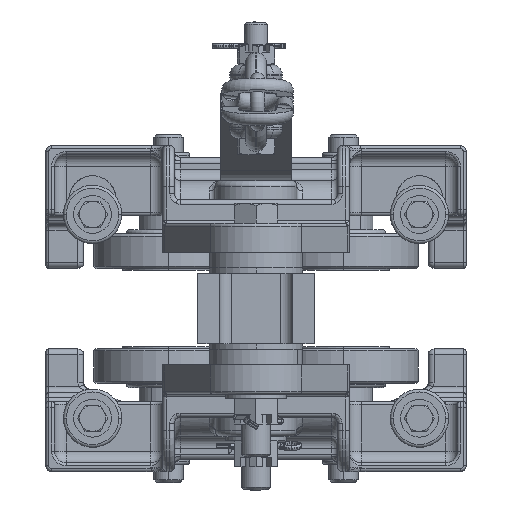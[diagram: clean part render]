
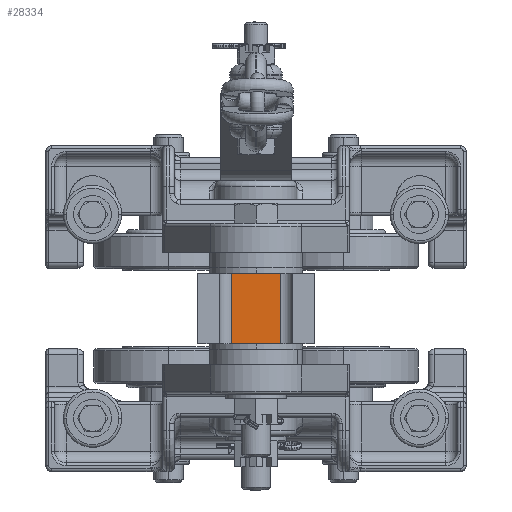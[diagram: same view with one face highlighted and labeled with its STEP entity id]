
A CAD part, front view. The second image highlights one B-rep face of the part: STEP entity #28334.
In plain terms, the highlighted planar face has unit normal (0, -1, 0).
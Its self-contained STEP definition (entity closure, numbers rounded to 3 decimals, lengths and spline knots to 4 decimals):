
#3504=FACE_OUTER_BOUND('',#5405,.T.);
#5405=EDGE_LOOP('',(#22426,#22427,#22428,#22429));
#9411=LINE('',#52941,#10874);
#9419=LINE('',#52964,#10882);
#9430=LINE('',#52996,#10893);
#9431=LINE('',#52998,#10894);
#10874=VECTOR('',#38654,0.3937);
#10882=VECTOR('',#38672,0.3937);
#10893=VECTOR('',#38709,0.3937);
#10894=VECTOR('',#38712,0.3937);
#12700=VERTEX_POINT('',#52938);
#12701=VERTEX_POINT('',#52940);
#12710=VERTEX_POINT('',#52961);
#12711=VERTEX_POINT('',#52963);
#16080=EDGE_CURVE('',#12700,#12701,#9411,.T.);
#16091=EDGE_CURVE('',#12711,#12710,#9419,.T.);
#16108=EDGE_CURVE('',#12700,#12711,#9430,.T.);
#16109=EDGE_CURVE('',#12701,#12710,#9431,.T.);
#22426=ORIENTED_EDGE('',*,*,#16091,.T.);
#22427=ORIENTED_EDGE('',*,*,#16109,.F.);
#22428=ORIENTED_EDGE('',*,*,#16080,.F.);
#22429=ORIENTED_EDGE('',*,*,#16108,.T.);
#27112=PLANE('',#32167);
#28334=ADVANCED_FACE('',(#3504),#27112,.T.);
#32167=AXIS2_PLACEMENT_3D('',#52997,#38710,#38711);
#38654=DIRECTION('',(-1.,0.,0.));
#38672=DIRECTION('',(-1.,0.,0.));
#38709=DIRECTION('',(0.,0.,1.));
#38710=DIRECTION('center_axis',(0.,-1.,0.));
#38711=DIRECTION('ref_axis',(0.,0.,-1.));
#38712=DIRECTION('',(0.,0.,1.));
#52938=CARTESIAN_POINT('',(1.7813,2.5,0.));
#52940=CARTESIAN_POINT('',(0.7188,2.5,0.));
#52941=CARTESIAN_POINT('',(1.7813,2.5,0.));
#52961=CARTESIAN_POINT('',(0.7188,2.5,1.5));
#52963=CARTESIAN_POINT('',(1.7813,2.5,1.5));
#52964=CARTESIAN_POINT('',(1.7813,2.5,1.5));
#52996=CARTESIAN_POINT('',(1.7813,2.5,0.));
#52997=CARTESIAN_POINT('Origin',(1.7813,2.5,0.));
#52998=CARTESIAN_POINT('',(0.7188,2.5,0.));
